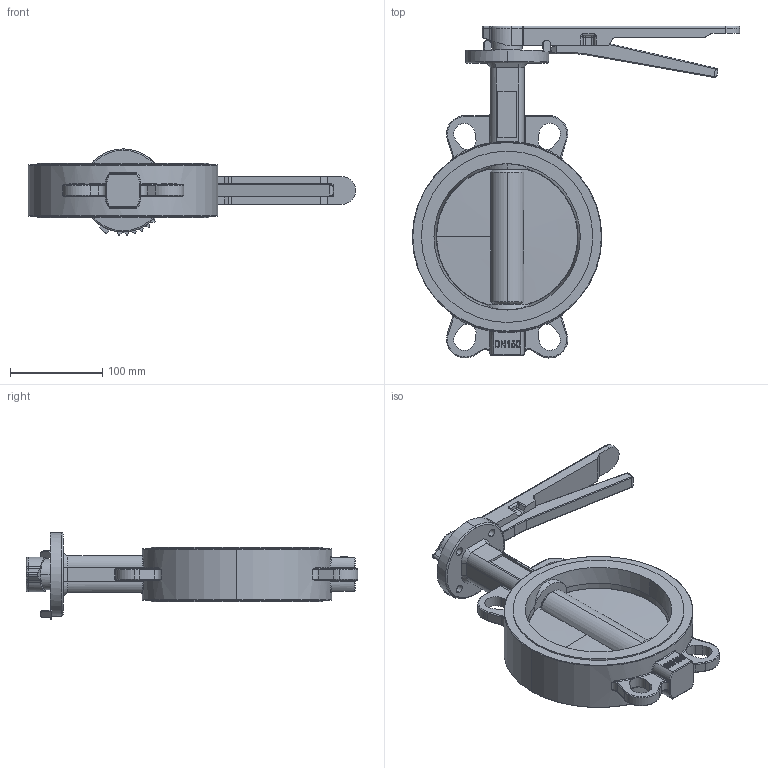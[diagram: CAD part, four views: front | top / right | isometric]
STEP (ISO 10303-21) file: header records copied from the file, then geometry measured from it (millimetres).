
FILE_DESCRIPTION (( 'STEP AP203' ), '1' );
FILE_NAME ('J9.000150L16C.STEP', '2018-10-09T07:18:26', ( '' ), ( '' ), 'SwSTEP 2.0', 'SolidWorks 2014', '' );
FILE_SCHEMA (( 'CONFIG_CONTROL_DESIGN' ));
Length unit declared in the file: millimetre
Products named in the file (1): J9.000150L16C
Bounding box: 354 x 358.99 x 93.32 mm (x, y, z)
Volume: 1544740.9 mm3; surface area: 207997.9 mm2
Topology: 1 solids, 7 shells, 567 faces, 1465 edges, 906 vertices
Faces by surface type: plane 198, cylinder 183, torus 80, bspline 64, cone 37, sphere 5
Entity records: 20927 total; most frequent: CARTESIAN_POINT 7433, ORIENTED_EDGE 2894, DIRECTION 2753, EDGE_CURVE 1447, AXIS2_PLACEMENT_3D 1046, VERTEX_POINT 906, VECTOR 661, LINE 661
